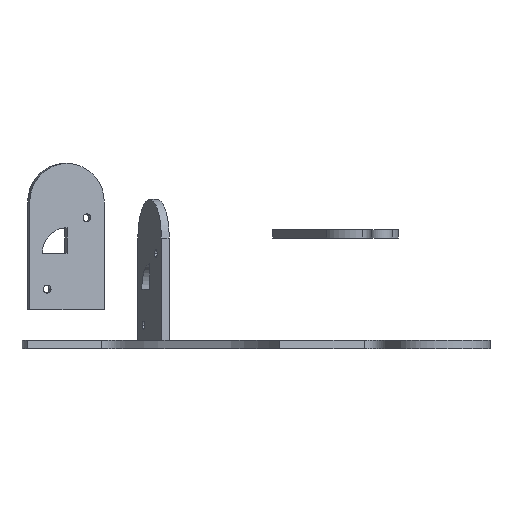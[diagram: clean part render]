
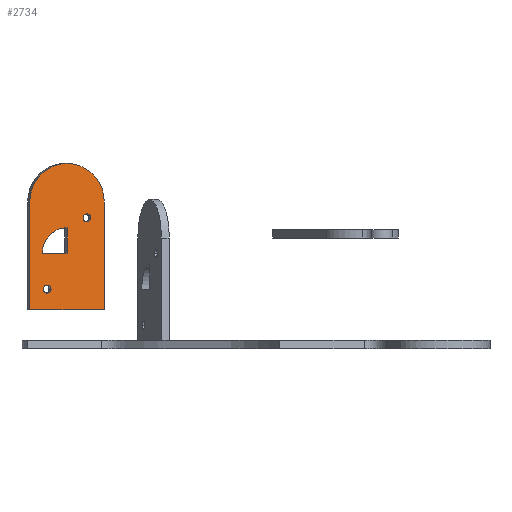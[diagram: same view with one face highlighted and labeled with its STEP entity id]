
A CAD part, front view. The second image highlights one B-rep face of the part: STEP entity #2734.
In plain terms, the highlighted planar face has unit normal (0.259, -0.966, 0).
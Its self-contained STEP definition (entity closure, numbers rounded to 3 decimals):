
#48 = CARTESIAN_POINT ( 'NONE',  ( -31.97, -25.451, 11.572 ) ) ;
#66 = DIRECTION ( 'NONE',  ( -0.966, -0.259, 0. ) ) ;
#123 = VERTEX_POINT ( 'NONE', #2700 ) ;
#127 = FACE_OUTER_BOUND ( 'NONE', #665, .T. ) ;
#129 = CARTESIAN_POINT ( 'NONE',  ( -23.486, -23.178, 25.428 ) ) ;
#204 = DIRECTION ( 'NONE',  ( -0.259, 0.966, 0. ) ) ;
#220 = ORIENTED_EDGE ( 'NONE', *, *, #1933, .T. ) ;
#233 = DIRECTION ( 'NONE',  ( -0.966, -0.259, 0. ) ) ;
#240 = CARTESIAN_POINT ( 'NONE',  ( -20.105, -22.272, 28.5 ) ) ;
#271 = EDGE_CURVE ( 'NONE', #392, #294, #726, .T. ) ;
#294 = VERTEX_POINT ( 'NONE', #48 ) ;
#329 = DIRECTION ( 'NONE',  ( -0.259, 0.966, 0. ) ) ;
#339 = LINE ( 'NONE', #240, #2571 ) ;
#357 = ORIENTED_EDGE ( 'NONE', *, *, #534, .T. ) ;
#392 = VERTEX_POINT ( 'NONE', #2275 ) ;
#401 = CARTESIAN_POINT ( 'NONE',  ( -27.35, -24.213, 23.5 ) ) ;
#436 = EDGE_CURVE ( 'NONE', #2596, #798, #1121, .T. ) ;
#513 = ORIENTED_EDGE ( 'NONE', *, *, #271, .T. ) ;
#534 = EDGE_CURVE ( 'NONE', #798, #571, #2647, .T. ) ;
#558 = VECTOR ( 'NONE', #1226, 1000. ) ;
#571 = VERTEX_POINT ( 'NONE', #401 ) ;
#600 = ORIENTED_EDGE ( 'NONE', *, *, #1853, .F. ) ;
#612 = CARTESIAN_POINT ( 'NONE',  ( -20.105, -22.272, 7.5 ) ) ;
#624 = DIRECTION ( 'NONE',  ( -0.259, 0.966, 0. ) ) ;
#665 = EDGE_LOOP ( 'NONE', ( #1241, #1115, #1039, #600 ) ) ;
#726 = CIRCLE ( 'NONE', #1325, 0.783 ) ;
#747 = DIRECTION ( 'NONE',  ( -0.966, -0.259, 0. ) ) ;
#753 = VERTEX_POINT ( 'NONE', #2253 ) ;
#776 = ORIENTED_EDGE ( 'NONE', *, *, #2235, .T. ) ;
#783 = FACE_BOUND ( 'NONE', #2263, .T. ) ;
#789 = VECTOR ( 'NONE', #1147, 1000. ) ;
#798 = VERTEX_POINT ( 'NONE', #1802 ) ;
#801 = EDGE_CURVE ( 'NONE', #753, #2327, #2480, .T. ) ;
#818 = DIRECTION ( 'NONE',  ( -0.259, 0.966, 0. ) ) ;
#839 = DIRECTION ( 'NONE',  ( -0.966, -0.259, 0. ) ) ;
#878 = CARTESIAN_POINT ( 'NONE',  ( -27.35, -24.213, 28.5 ) ) ;
#885 = VECTOR ( 'NONE', #1395, 1000. ) ;
#894 = DIRECTION ( 'NONE',  ( -0.259, 0.966, 0. ) ) ;
#913 = ORIENTED_EDGE ( 'NONE', *, *, #1894, .T. ) ;
#939 = VERTEX_POINT ( 'NONE', #2146 ) ;
#1039 = ORIENTED_EDGE ( 'NONE', *, *, #1896, .F. ) ;
#1076 = AXIS2_PLACEMENT_3D ( 'NONE', #1744, #329, #747 ) ;
#1115 = ORIENTED_EDGE ( 'NONE', *, *, #2092, .F. ) ;
#1121 = LINE ( 'NONE', #2586, #558 ) ;
#1147 = DIRECTION ( 'NONE',  ( 0., 0., -1. ) ) ;
#1155 = CARTESIAN_POINT ( 'NONE',  ( -34.594, -26.154, 7.5 ) ) ;
#1161 = DIRECTION ( 'NONE',  ( -0.259, 0.966, 0. ) ) ;
#1174 = CIRCLE ( 'NONE', #1611, 7.5 ) ;
#1226 = DIRECTION ( 'NONE',  ( -0.966, -0.259, 0. ) ) ;
#1241 = ORIENTED_EDGE ( 'NONE', *, *, #2188, .F. ) ;
#1242 = DIRECTION ( 'NONE',  ( -0.966, -0.259, 0. ) ) ;
#1275 = FACE_BOUND ( 'NONE', #2524, .T. ) ;
#1277 = VERTEX_POINT ( 'NONE', #612 ) ;
#1281 = CARTESIAN_POINT ( 'NONE',  ( -31.213, -25.248, 11.572 ) ) ;
#1285 = DIRECTION ( 'NONE',  ( 0., 0., -1. ) ) ;
#1325 = AXIS2_PLACEMENT_3D ( 'NONE', #1281, #624, #1242 ) ;
#1356 = LINE ( 'NONE', #2237, #2437 ) ;
#1367 = DIRECTION ( 'NONE',  ( -0.966, -0.259, 0. ) ) ;
#1379 = CARTESIAN_POINT ( 'NONE',  ( -27.35, -24.213, 18.5 ) ) ;
#1395 = DIRECTION ( 'NONE',  ( 0., 0., 1. ) ) ;
#1436 = PLANE ( 'NONE',  #2631 ) ;
#1451 = LINE ( 'NONE', #1155, #885 ) ;
#1481 = CIRCLE ( 'NONE', #2312, 0.784 ) ;
#1505 = ORIENTED_EDGE ( 'NONE', *, *, #801, .T. ) ;
#1598 = ORIENTED_EDGE ( 'NONE', *, *, #436, .T. ) ;
#1611 = AXIS2_PLACEMENT_3D ( 'NONE', #878, #894, #233 ) ;
#1622 = DIRECTION ( 'NONE',  ( -0.259, 0.966, 0. ) ) ;
#1698 = CARTESIAN_POINT ( 'NONE',  ( -23.486, -23.178, 25.428 ) ) ;
#1744 = CARTESIAN_POINT ( 'NONE',  ( -27.35, -24.213, 18.5 ) ) ;
#1802 = CARTESIAN_POINT ( 'NONE',  ( -32.179, -25.507, 18.5 ) ) ;
#1853 = EDGE_CURVE ( 'NONE', #123, #1277, #339, .T. ) ;
#1890 = AXIS2_PLACEMENT_3D ( 'NONE', #129, #204, #66 ) ;
#1894 = EDGE_CURVE ( 'NONE', #571, #2596, #1929, .T. ) ;
#1896 = EDGE_CURVE ( 'NONE', #1277, #939, #1356, .T. ) ;
#1923 = FACE_BOUND ( 'NONE', #2486, .T. ) ;
#1929 = LINE ( 'NONE', #2797, #789 ) ;
#1933 = EDGE_CURVE ( 'NONE', #294, #392, #2379, .T. ) ;
#1985 = VERTEX_POINT ( 'NONE', #2267 ) ;
#2027 = CARTESIAN_POINT ( 'NONE',  ( -31.213, -25.248, 11.572 ) ) ;
#2045 = DIRECTION ( 'NONE',  ( -0.966, -0.259, 0. ) ) ;
#2092 = EDGE_CURVE ( 'NONE', #939, #1985, #1451, .T. ) ;
#2146 = CARTESIAN_POINT ( 'NONE',  ( -34.594, -26.154, 7.5 ) ) ;
#2188 = EDGE_CURVE ( 'NONE', #1985, #123, #1174, .T. ) ;
#2235 = EDGE_CURVE ( 'NONE', #2327, #753, #1481, .T. ) ;
#2237 = CARTESIAN_POINT ( 'NONE',  ( -20.105, -22.272, 7.5 ) ) ;
#2248 = DIRECTION ( 'NONE',  ( -0.966, -0.259, 0. ) ) ;
#2253 = CARTESIAN_POINT ( 'NONE',  ( -22.729, -22.975, 25.428 ) ) ;
#2263 = EDGE_LOOP ( 'NONE', ( #1598, #357, #913 ) ) ;
#2267 = CARTESIAN_POINT ( 'NONE',  ( -34.594, -26.154, 28.5 ) ) ;
#2275 = CARTESIAN_POINT ( 'NONE',  ( -30.456, -25.046, 11.572 ) ) ;
#2312 = AXIS2_PLACEMENT_3D ( 'NONE', #1698, #818, #839 ) ;
#2327 = VERTEX_POINT ( 'NONE', #2750 ) ;
#2379 = CIRCLE ( 'NONE', #2405, 0.783 ) ;
#2405 = AXIS2_PLACEMENT_3D ( 'NONE', #2027, #1161, #2248 ) ;
#2411 = CARTESIAN_POINT ( 'NONE',  ( -27.35, -24.213, 28.5 ) ) ;
#2437 = VECTOR ( 'NONE', #1367, 1000. ) ;
#2480 = CIRCLE ( 'NONE', #1890, 0.784 ) ;
#2486 = EDGE_LOOP ( 'NONE', ( #513, #220 ) ) ;
#2524 = EDGE_LOOP ( 'NONE', ( #1505, #776 ) ) ;
#2571 = VECTOR ( 'NONE', #1285, 1000. ) ;
#2586 = CARTESIAN_POINT ( 'NONE',  ( -32.179, -25.507, 18.5 ) ) ;
#2596 = VERTEX_POINT ( 'NONE', #1379 ) ;
#2631 = AXIS2_PLACEMENT_3D ( 'NONE', #2411, #1622, #2045 ) ;
#2647 = CIRCLE ( 'NONE', #1076, 5. ) ;
#2700 = CARTESIAN_POINT ( 'NONE',  ( -20.105, -22.272, 28.5 ) ) ;
#2734 = ADVANCED_FACE ( 'NONE', ( #1923, #127, #1275, #783 ), #1436, .F. ) ;
#2750 = CARTESIAN_POINT ( 'NONE',  ( -24.243, -23.381, 25.428 ) ) ;
#2797 = CARTESIAN_POINT ( 'NONE',  ( -27.35, -24.213, 23.5 ) ) ;
